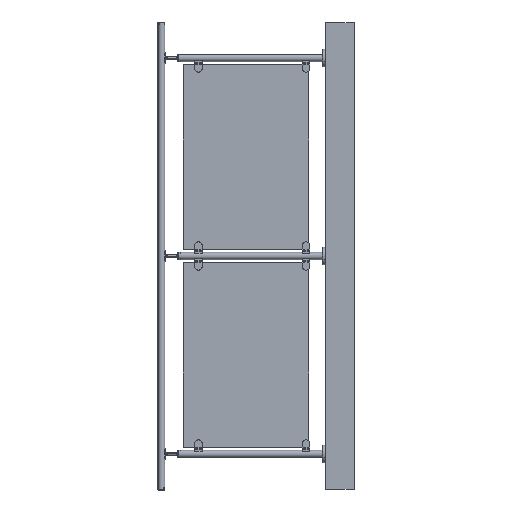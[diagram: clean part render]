
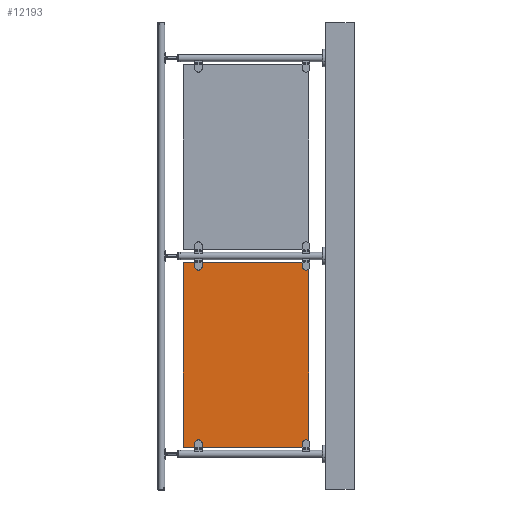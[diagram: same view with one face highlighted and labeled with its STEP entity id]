
A CAD part, left-side view. The second image highlights one B-rep face of the part: STEP entity #12193.
In plain terms, the highlighted planar face has unit normal (-1, 0, 0).
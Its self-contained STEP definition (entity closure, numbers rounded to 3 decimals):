
#795 = CARTESIAN_POINT ( 'NONE',  ( -4.38, 374.5, -549.5 ) ) ;
#2805 = ORIENTED_EDGE ( 'NONE', *, *, #33922, .T. ) ;
#3525 = DIRECTION ( 'NONE',  ( 0., -1., 0. ) ) ;
#5245 = LINE ( 'NONE', #34484, #33957 ) ;
#5657 = CARTESIAN_POINT ( 'NONE',  ( -4.38, 0., 0. ) ) ;
#5898 = AXIS2_PLACEMENT_3D ( 'NONE', #5657, #31068, #11360 ) ;
#6057 = DIRECTION ( 'NONE',  ( 0., 1., 0. ) ) ;
#6907 = LINE ( 'NONE', #27405, #35595 ) ;
#7049 = EDGE_CURVE ( 'NONE', #33617, #26932, #34697, .T. ) ;
#11002 = VERTEX_POINT ( 'NONE', #25090 ) ;
#11360 = DIRECTION ( 'NONE',  ( 0., 0., -1. ) ) ;
#12089 = DIRECTION ( 'NONE',  ( 0., 0., -1. ) ) ;
#12193 = ADVANCED_FACE ( 'NONE', ( #34485 ), #27786, .F. ) ;
#12609 = CARTESIAN_POINT ( 'NONE',  ( -4.38, 374.5, 549.5 ) ) ;
#13193 = CARTESIAN_POINT ( 'NONE',  ( -4.38, -374.5, -549.5 ) ) ;
#14714 = VECTOR ( 'NONE', #12089, 1000. ) ;
#17436 = ORIENTED_EDGE ( 'NONE', *, *, #25071, .T. ) ;
#17945 = CARTESIAN_POINT ( 'NONE',  ( -4.38, 374.5, 0. ) ) ;
#19561 = ORIENTED_EDGE ( 'NONE', *, *, #27214, .T. ) ;
#21367 = VERTEX_POINT ( 'NONE', #13193 ) ;
#22678 = CARTESIAN_POINT ( 'NONE',  ( -4.38, 0., 549.5 ) ) ;
#24410 = VECTOR ( 'NONE', #6057, 1000. ) ;
#25071 = EDGE_CURVE ( 'NONE', #11002, #33617, #31872, .T. ) ;
#25090 = CARTESIAN_POINT ( 'NONE',  ( -4.38, -374.5, 549.5 ) ) ;
#26932 = VERTEX_POINT ( 'NONE', #795 ) ;
#27214 = EDGE_CURVE ( 'NONE', #21367, #11002, #6907, .T. ) ;
#27285 = DIRECTION ( 'NONE',  ( 0., 0., 1. ) ) ;
#27405 = CARTESIAN_POINT ( 'NONE',  ( -4.38, -374.5, 0. ) ) ;
#27786 = PLANE ( 'NONE',  #5898 ) ;
#28470 = EDGE_LOOP ( 'NONE', ( #2805, #19561, #17436, #32458 ) ) ;
#31068 = DIRECTION ( 'NONE',  ( 1., 0., 0. ) ) ;
#31872 = LINE ( 'NONE', #22678, #24410 ) ;
#32458 = ORIENTED_EDGE ( 'NONE', *, *, #7049, .T. ) ;
#33617 = VERTEX_POINT ( 'NONE', #12609 ) ;
#33922 = EDGE_CURVE ( 'NONE', #26932, #21367, #5245, .T. ) ;
#33957 = VECTOR ( 'NONE', #3525, 1000. ) ;
#34484 = CARTESIAN_POINT ( 'NONE',  ( -4.38, 0., -549.5 ) ) ;
#34485 = FACE_OUTER_BOUND ( 'NONE', #28470, .T. ) ;
#34697 = LINE ( 'NONE', #17945, #14714 ) ;
#35595 = VECTOR ( 'NONE', #27285, 1000. ) ;
